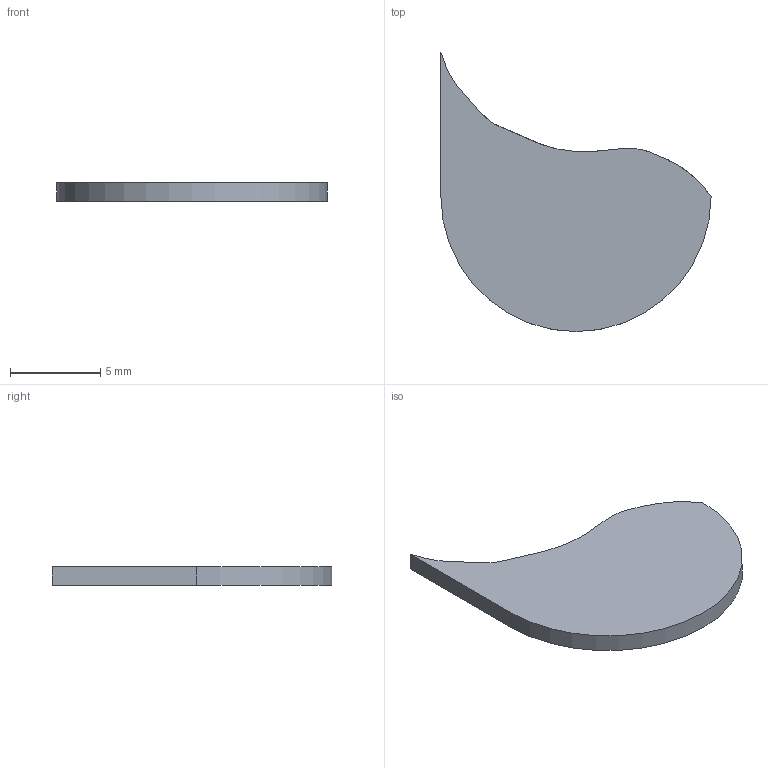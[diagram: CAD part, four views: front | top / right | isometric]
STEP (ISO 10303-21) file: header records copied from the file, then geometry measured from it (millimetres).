
FILE_DESCRIPTION(/* description */ (''),/* implementation_level */ '2;1');
FILE_NAME(/* name */ 'Top.step',/* time_stamp */ '2025-12-03T00:01:23-07:00',/* author */ (''),/* organization */ (''),/* preprocessor_version */ 'ST-DEVELOPER v20.1',/* originating_system */ 'Autodesk Translation Framework v14.21.0.0',/* authorisation */ '');
FILE_SCHEMA (('AUTOMOTIVE_DESIGN { 1 0 10303 214 3 1 1 }'));
Length unit declared in the file: millimetre
Products named in the file (1): Necklace
Bounding box: 15 x 15.5 x 1 mm (x, y, z)
Volume: 134.1 mm3; surface area: 319 mm2
Topology: 1 solids, 1 shells, 5 faces, 10 edges, 7 vertices
Faces by surface type: plane 3, cylinder 1, bspline 1
Entity records: 289 total; most frequent: CARTESIAN_POINT 156, ORIENTED_EDGE 20, DIRECTION 19, EDGE_CURVE 10, VERTEX_POINT 7, AXIS2_PLACEMENT_3D 7, FACE_OUTER_BOUND 5, EDGE_LOOP 5
